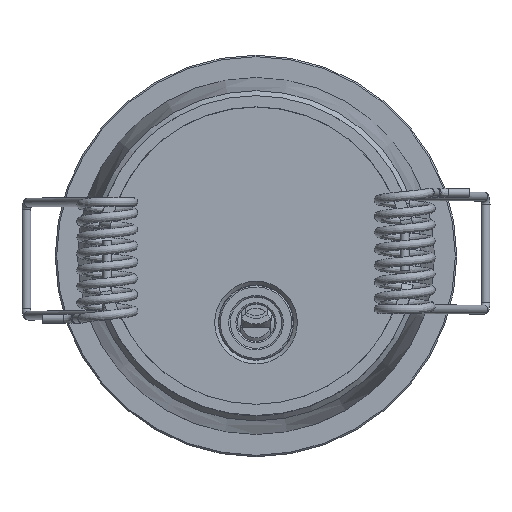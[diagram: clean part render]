
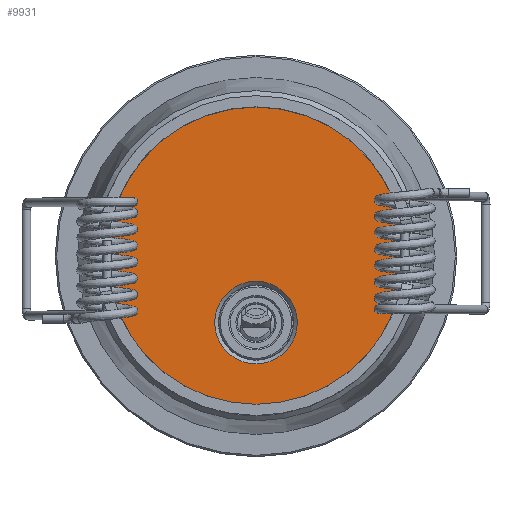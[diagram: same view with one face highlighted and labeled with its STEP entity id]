
A CAD part, top view. The second image highlights one B-rep face of the part: STEP entity #9931.
In plain terms, the highlighted planar face has unit normal (0, 0, 1).
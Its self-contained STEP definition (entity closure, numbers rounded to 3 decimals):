
#765=FACE_BOUND('',#2635,.T.);
#1381=CIRCLE('',#11032,5.55);
#1382=CIRCLE('',#11034,20.);
#2022=FACE_OUTER_BOUND('',#2634,.T.);
#2634=EDGE_LOOP('',(#8723));
#2635=EDGE_LOOP('',(#8724));
#4498=VERTEX_POINT('',#32786);
#4499=VERTEX_POINT('',#32790);
#5936=EDGE_CURVE('',#4498,#4498,#1381,.T.);
#5938=EDGE_CURVE('',#4499,#4499,#1382,.T.);
#8723=ORIENTED_EDGE('',*,*,#5938,.F.);
#8724=ORIENTED_EDGE('',*,*,#5936,.F.);
#9396=PLANE('',#11033);
#9931=ADVANCED_FACE('',(#2022,#765),#9396,.T.);
#11032=AXIS2_PLACEMENT_3D('',#32787,#13506,#13507);
#11033=AXIS2_PLACEMENT_3D('',#32789,#13509,#13510);
#11034=AXIS2_PLACEMENT_3D('',#32791,#13511,#13512);
#13506=DIRECTION('center_axis',(0.,0.,
1.));
#13507=DIRECTION('ref_axis',(0.,-1.,0.));
#13509=DIRECTION('center_axis',(0.,0.,
1.));
#13510=DIRECTION('ref_axis',(0.,1.,0.));
#13511=DIRECTION('center_axis',(0.,0.,
-1.));
#13512=DIRECTION('ref_axis',(0.,-1.,0.));
#32786=CARTESIAN_POINT('',(0.,22.27,-13.768));
#32787=CARTESIAN_POINT('Origin',(0.,16.72,
-13.768));
#32789=CARTESIAN_POINT('Origin',(-20.,25.72,-13.768));
#32790=CARTESIAN_POINT('',(20.,25.72,-13.768));
#32791=CARTESIAN_POINT('Origin',(0.,25.72,
-13.768));
